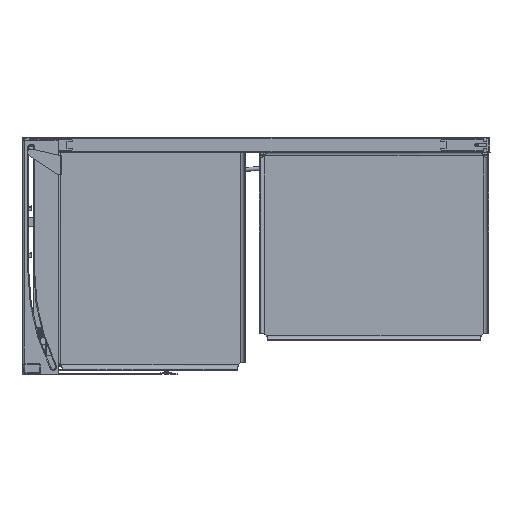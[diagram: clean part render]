
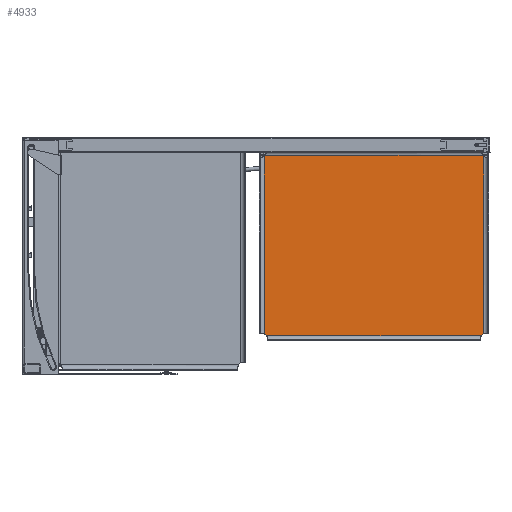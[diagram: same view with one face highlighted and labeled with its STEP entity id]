
A CAD part, top view. The second image highlights one B-rep face of the part: STEP entity #4933.
In plain terms, the highlighted planar face has unit normal (0, 0, 1).
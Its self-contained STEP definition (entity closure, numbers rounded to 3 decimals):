
#4933=ADVANCED_FACE('',(#9772),#9773,.F.);
#9772=FACE_OUTER_BOUND('',#15916,.T.);
#9773=PLANE('',#15917);
#15916=EDGE_LOOP('',(#32936,#32937,#32938,#32939,#32940,#32941,#32942,#32943));
#15917=AXIS2_PLACEMENT_3D('',#32944,#32945,#32946);
#32936=ORIENTED_EDGE('',*,*,#40876,.T.);
#32937=ORIENTED_EDGE('',*,*,#41117,.F.);
#32938=ORIENTED_EDGE('',*,*,#40868,.T.);
#32939=ORIENTED_EDGE('',*,*,#41118,.F.);
#32940=ORIENTED_EDGE('',*,*,#40907,.T.);
#32941=ORIENTED_EDGE('',*,*,#40902,.F.);
#32942=ORIENTED_EDGE('',*,*,#41116,.T.);
#32943=ORIENTED_EDGE('',*,*,#40884,.F.);
#32944=CARTESIAN_POINT('',(-1650.,216.5,115.572));
#32945=DIRECTION('',(0.,0.,-1.0));
#32946=DIRECTION('',(0.,1.0,0.));
#40868=EDGE_CURVE('',#50258,#50256,#50259,.T.);
#40876=EDGE_CURVE('',#50273,#50271,#50274,.F.);
#40884=EDGE_CURVE('',#50273,#50288,#50289,.T.);
#40902=EDGE_CURVE('',#50319,#50321,#50322,.T.);
#40907=EDGE_CURVE('',#50330,#50321,#50331,.T.);
#41116=EDGE_CURVE('',#50319,#50288,#50676,.T.);
#41117=EDGE_CURVE('',#50258,#50271,#50677,.T.);
#41118=EDGE_CURVE('',#50330,#50256,#50678,.T.);
#50256=VERTEX_POINT('',#65434);
#50258=VERTEX_POINT('',#65447);
#50259=LINE('',#65448,#65449);
#50271=VERTEX_POINT('',#65483);
#50273=VERTEX_POINT('',#65492);
#50274=LINE('',#65493,#65494);
#50288=VERTEX_POINT('',#65585);
#50289=CIRCLE('',#65586,15.0);
#50319=VERTEX_POINT('',#65710);
#50321=VERTEX_POINT('',#65737);
#50322=CIRCLE('',#65738,15.0);
#50330=VERTEX_POINT('',#65769);
#50331=LINE('',#65770,#65771);
#50676=LINE('',#66396,#66397);
#50677=CIRCLE('',#66398,10.0);
#50678=CIRCLE('',#66399,10.0);
#65434=CARTESIAN_POINT('',(-1194.66,-163.5,115.572));
#65447=CARTESIAN_POINT('',(-1635.34,-163.5,115.572));
#65448=CARTESIAN_POINT('',(-1634.,-163.5,115.572));
#65449=VECTOR('',#77457,1.0);
#65483=CARTESIAN_POINT('',(-1640.,-159.335,115.572));
#65492=CARTESIAN_POINT('',(-1640.,205.32,115.572));
#65493=CARTESIAN_POINT('',(-1640.,216.5,115.572));
#65494=VECTOR('',#77466,1.0);
#65585=CARTESIAN_POINT('',(-1638.82,206.5,115.572));
#65586=AXIS2_PLACEMENT_3D('',#77475,#77476,#77477);
#65710=CARTESIAN_POINT('',(-1191.18,206.5,115.572));
#65737=CARTESIAN_POINT('',(-1190.,205.32,115.572));
#65738=AXIS2_PLACEMENT_3D('',#77498,#77499,#77500);
#65769=CARTESIAN_POINT('',(-1190.,-159.335,115.572));
#65770=CARTESIAN_POINT('',(-1190.,216.5,115.572));
#65771=VECTOR('',#77506,1.0);
#66396=CARTESIAN_POINT('',(-1650.,206.5,115.572));
#66397=VECTOR('',#77814,1.0);
#66398=AXIS2_PLACEMENT_3D('',#77815,#77816,#77817);
#66399=AXIS2_PLACEMENT_3D('',#77818,#77819,#77820);
#77457=DIRECTION('',(1.0,0.,0.));
#77466=DIRECTION('',(0.,1.0,0.));
#77475=CARTESIAN_POINT('',(-1650.,216.5,115.572));
#77476=DIRECTION('',(0.,0.,1.0));
#77477=DIRECTION('',(-1.0,0.,0.));
#77498=CARTESIAN_POINT('',(-1180.,216.5,115.572));
#77499=DIRECTION('',(0.,0.,1.0));
#77500=DIRECTION('',(-1.0,0.,0.));
#77506=DIRECTION('',(0.,1.0,0.));
#77814=DIRECTION('',(-1.0,0.,0.));
#77815=CARTESIAN_POINT('',(-1644.,-168.5,115.572));
#77816=DIRECTION('',(0.,0.,1.0));
#77817=DIRECTION('',(-1.0,0.,0.));
#77818=CARTESIAN_POINT('',(-1186.,-168.5,115.572));
#77819=DIRECTION('',(0.,0.,1.0));
#77820=DIRECTION('',(-1.0,0.,0.));
